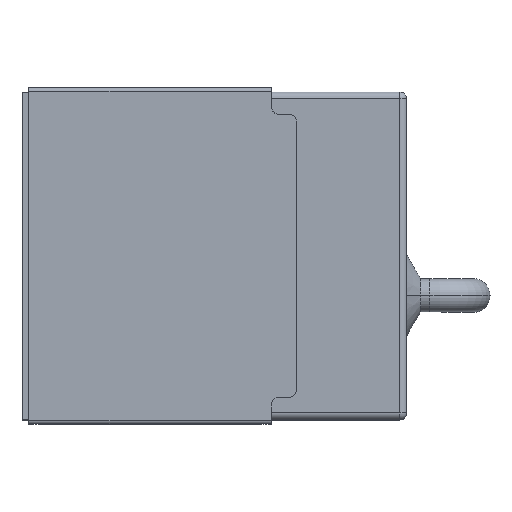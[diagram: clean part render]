
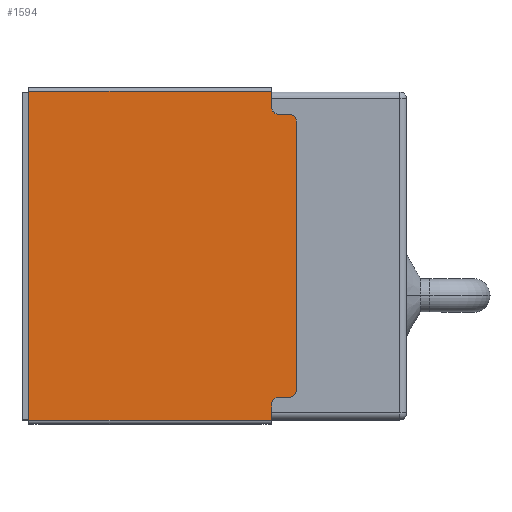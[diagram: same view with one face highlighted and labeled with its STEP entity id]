
A CAD part, top view. The second image highlights one B-rep face of the part: STEP entity #1594.
In plain terms, the highlighted planar face has unit normal (0, 0, 1).
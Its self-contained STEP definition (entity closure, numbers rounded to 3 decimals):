
#95 = AXIS2_PLACEMENT_3D ( 'NONE', #4410, #4205, #5890 ) ;
#457 = LINE ( 'NONE', #5245, #18751 ) ;
#924 = EDGE_LOOP ( 'NONE', ( #7746, #20339, #1345, #11942, #9676, #5770, #12694, #18830, #1235, #7403, #6430, #9103 ) ) ;
#953 = VECTOR ( 'NONE', #3459, 1000. ) ;
#1235 = ORIENTED_EDGE ( 'NONE', *, *, #10382, .F. ) ;
#1309 = EDGE_CURVE ( 'NONE', #12583, #12603, #12882, .T. ) ;
#1345 = ORIENTED_EDGE ( 'NONE', *, *, #5460, .F. ) ;
#1481 = CIRCLE ( 'NONE', #95, 0.2 ) ;
#1594 = ADVANCED_FACE ( 'NONE', ( #14817 ), #15133, .T. ) ;
#1723 = VERTEX_POINT ( 'NONE', #18807 ) ;
#1809 = EDGE_CURVE ( 'NONE', #2527, #2633, #17751, .T. ) ;
#2527 = VERTEX_POINT ( 'NONE', #17702 ) ;
#2537 = EDGE_CURVE ( 'NONE', #2527, #20813, #11145, .T. ) ;
#2633 = VERTEX_POINT ( 'NONE', #10281 ) ;
#2658 = CARTESIAN_POINT ( 'NONE',  ( 0.2, 4.231, 7.3 ) ) ;
#2682 = CARTESIAN_POINT ( 'NONE',  ( 0., 4.031, 7.3 ) ) ;
#2768 = DIRECTION ( 'NONE',  ( 1., 0., 0. ) ) ;
#2916 = EDGE_CURVE ( 'NONE', #5795, #1723, #457, .T. ) ;
#3105 = CARTESIAN_POINT ( 'NONE',  ( -0.532, 5.025, 7.3 ) ) ;
#3321 = CIRCLE ( 'NONE', #8092, 0.2 ) ;
#3431 = LINE ( 'NONE', #11714, #19550 ) ;
#3459 = DIRECTION ( 'NONE',  ( 1., 0., 0. ) ) ;
#3765 = VERTEX_POINT ( 'NONE', #4182 ) ;
#4123 = LINE ( 'NONE', #2658, #12757 ) ;
#4128 = LINE ( 'NONE', #5922, #4677 ) ;
#4182 = CARTESIAN_POINT ( 'NONE',  ( -7.8, -4.925, 7.3 ) ) ;
#4205 = DIRECTION ( 'NONE',  ( 0., 0., 1. ) ) ;
#4410 = CARTESIAN_POINT ( 'NONE',  ( 0., -4.031, 7.3 ) ) ;
#4664 = CARTESIAN_POINT ( 'NONE',  ( -7.8, 4.925, 7.3 ) ) ;
#4677 = VECTOR ( 'NONE', #15301, 1000. ) ;
#4856 = DIRECTION ( 'NONE',  ( 1., 0., 0. ) ) ;
#5077 = DIRECTION ( 'NONE',  ( -1., 0., 0. ) ) ;
#5245 = CARTESIAN_POINT ( 'NONE',  ( 0.2, -4.231, 7.3 ) ) ;
#5343 = DIRECTION ( 'NONE',  ( 0., -1., 0. ) ) ;
#5460 = EDGE_CURVE ( 'NONE', #19740, #5600, #3431, .T. ) ;
#5600 = VERTEX_POINT ( 'NONE', #15339 ) ;
#5770 = ORIENTED_EDGE ( 'NONE', *, *, #7289, .T. ) ;
#5795 = VERTEX_POINT ( 'NONE', #6497 ) ;
#5890 = DIRECTION ( 'NONE',  ( 1., 0., 0. ) ) ;
#5922 = CARTESIAN_POINT ( 'NONE',  ( 0.2, 5.025, 7.3 ) ) ;
#5939 = DIRECTION ( 'NONE',  ( 1., 0., 0. ) ) ;
#6073 = AXIS2_PLACEMENT_3D ( 'NONE', #2682, #11333, #5939 ) ;
#6250 = CARTESIAN_POINT ( 'NONE',  ( -7.8, 5.025, 7.3 ) ) ;
#6338 = CARTESIAN_POINT ( 'NONE',  ( -0.332, -4.431, 7.3 ) ) ;
#6430 = ORIENTED_EDGE ( 'NONE', *, *, #1809, .F. ) ;
#6497 = CARTESIAN_POINT ( 'NONE',  ( 0., -4.231, 7.3 ) ) ;
#6691 = CIRCLE ( 'NONE', #13825, 0.2 ) ;
#6738 = CARTESIAN_POINT ( 'NONE',  ( 0.2, 4.031, 7.3 ) ) ;
#6780 = LINE ( 'NONE', #13155, #953 ) ;
#6920 = CARTESIAN_POINT ( 'NONE',  ( -0.332, 4.431, 7.3 ) ) ;
#7289 = EDGE_CURVE ( 'NONE', #5795, #9417, #1481, .T. ) ;
#7403 = ORIENTED_EDGE ( 'NONE', *, *, #20715, .T. ) ;
#7746 = ORIENTED_EDGE ( 'NONE', *, *, #20881, .T. ) ;
#8092 = AXIS2_PLACEMENT_3D ( 'NONE', #6338, #16135, #4856 ) ;
#9103 = ORIENTED_EDGE ( 'NONE', *, *, #2537, .T. ) ;
#9417 = VERTEX_POINT ( 'NONE', #21015 ) ;
#9472 = LINE ( 'NONE', #6250, #16196 ) ;
#9621 = EDGE_CURVE ( 'NONE', #19740, #1723, #3321, .T. ) ;
#9676 = ORIENTED_EDGE ( 'NONE', *, *, #2916, .F. ) ;
#9770 = EDGE_CURVE ( 'NONE', #3765, #5600, #6780, .T. ) ;
#10281 = CARTESIAN_POINT ( 'NONE',  ( -0.532, 4.431, 7.3 ) ) ;
#10382 = EDGE_CURVE ( 'NONE', #10506, #12603, #4123, .T. ) ;
#10506 = VERTEX_POINT ( 'NONE', #20781 ) ;
#11145 = LINE ( 'NONE', #11341, #16324 ) ;
#11282 = EDGE_CURVE ( 'NONE', #9417, #12583, #4128, .T. ) ;
#11333 = DIRECTION ( 'NONE',  ( 0., 0., 1. ) ) ;
#11341 = CARTESIAN_POINT ( 'NONE',  ( -7.8, 4.925, 7.3 ) ) ;
#11714 = CARTESIAN_POINT ( 'NONE',  ( -0.532, -5.025, 7.3 ) ) ;
#11927 = DIRECTION ( 'NONE',  ( 0., 0., 1. ) ) ;
#11942 = ORIENTED_EDGE ( 'NONE', *, *, #9621, .T. ) ;
#12583 = VERTEX_POINT ( 'NONE', #6738 ) ;
#12603 = VERTEX_POINT ( 'NONE', #16921 ) ;
#12694 = ORIENTED_EDGE ( 'NONE', *, *, #11282, .T. ) ;
#12757 = VECTOR ( 'NONE', #15507, 1000. ) ;
#12786 = DIRECTION ( 'NONE',  ( 0., -1., 0. ) ) ;
#12882 = CIRCLE ( 'NONE', #6073, 0.2 ) ;
#13155 = CARTESIAN_POINT ( 'NONE',  ( -0.532, -4.925, 7.3 ) ) ;
#13719 = DIRECTION ( 'NONE',  ( 0., 0., -1. ) ) ;
#13825 = AXIS2_PLACEMENT_3D ( 'NONE', #6920, #13719, #2768 ) ;
#14817 = FACE_OUTER_BOUND ( 'NONE', #924, .T. ) ;
#15133 = PLANE ( 'NONE',  #15558 ) ;
#15301 = DIRECTION ( 'NONE',  ( 0., 1., 0. ) ) ;
#15339 = CARTESIAN_POINT ( 'NONE',  ( -0.532, -4.925, 7.3 ) ) ;
#15507 = DIRECTION ( 'NONE',  ( 1., 0., 0. ) ) ;
#15558 = AXIS2_PLACEMENT_3D ( 'NONE', #18182, #11927, #19884 ) ;
#16135 = DIRECTION ( 'NONE',  ( 0., 0., -1. ) ) ;
#16196 = VECTOR ( 'NONE', #19392, 1000. ) ;
#16324 = VECTOR ( 'NONE', #5077, 1000. ) ;
#16921 = CARTESIAN_POINT ( 'NONE',  ( 0., 4.231, 7.3 ) ) ;
#17702 = CARTESIAN_POINT ( 'NONE',  ( -0.532, 4.925, 7.3 ) ) ;
#17751 = LINE ( 'NONE', #3105, #17880 ) ;
#17880 = VECTOR ( 'NONE', #12786, 1000. ) ;
#18182 = CARTESIAN_POINT ( 'NONE',  ( 0., 0., 7.3 ) ) ;
#18289 = DIRECTION ( 'NONE',  ( -1., 0., 0. ) ) ;
#18496 = CARTESIAN_POINT ( 'NONE',  ( -0.532, -4.431, 7.3 ) ) ;
#18751 = VECTOR ( 'NONE', #18289, 1000. ) ;
#18807 = CARTESIAN_POINT ( 'NONE',  ( -0.332, -4.231, 7.3 ) ) ;
#18830 = ORIENTED_EDGE ( 'NONE', *, *, #1309, .T. ) ;
#19392 = DIRECTION ( 'NONE',  ( 0., -1., 0. ) ) ;
#19550 = VECTOR ( 'NONE', #5343, 1000. ) ;
#19740 = VERTEX_POINT ( 'NONE', #18496 ) ;
#19884 = DIRECTION ( 'NONE',  ( 1., 0., 0. ) ) ;
#20339 = ORIENTED_EDGE ( 'NONE', *, *, #9770, .T. ) ;
#20715 = EDGE_CURVE ( 'NONE', #10506, #2633, #6691, .T. ) ;
#20781 = CARTESIAN_POINT ( 'NONE',  ( -0.332, 4.231, 7.3 ) ) ;
#20813 = VERTEX_POINT ( 'NONE', #4664 ) ;
#20881 = EDGE_CURVE ( 'NONE', #20813, #3765, #9472, .T. ) ;
#21015 = CARTESIAN_POINT ( 'NONE',  ( 0.2, -4.031, 7.3 ) ) ;
